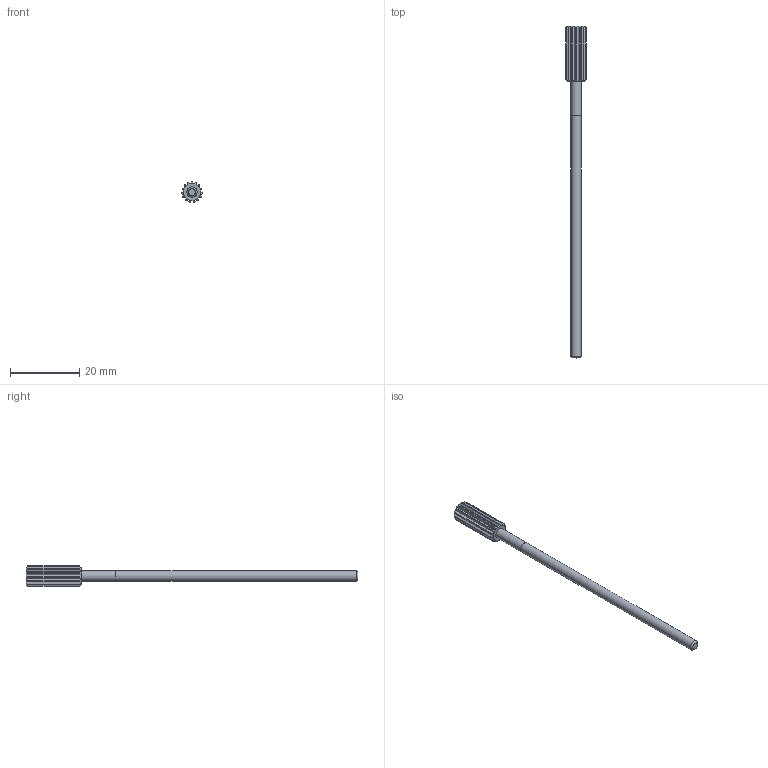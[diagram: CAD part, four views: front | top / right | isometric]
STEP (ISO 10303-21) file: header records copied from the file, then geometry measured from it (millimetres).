
FILE_DESCRIPTION (( 'STEP AP214' ), '1' );
FILE_NAME ('1074-Z1P-A.STEP', '2013-05-15T14:45:04', ( '3DAssist' ), ( '' ), 'SwSTEP 2.0', 'SolidWorks 2013', '' );
FILE_SCHEMA (( 'AUTOMOTIVE_DESIGN' ));
Length unit declared in the file: millimetre
Products named in the file (1): 1074-Z1P-A
Bounding box: 5.99 x 96 x 5.96 mm (x, y, z)
Volume: 954.2 mm3; surface area: 1176.6 mm2
Topology: 1 solids, 1 shells, 82 faces, 174 edges, 96 vertices
Faces by surface type: plane 34, cone 31, cylinder 17
Full cylindrical faces by diameter (mm): 3 x1, 3.02 x1
Entity records: 2224 total; most frequent: CARTESIAN_POINT 528, DIRECTION 341, ORIENTED_EDGE 340, EDGE_CURVE 170, AXIS2_PLACEMENT_3D 148, VERTEX_POINT 95, EDGE_LOOP 87, FACE_OUTER_BOUND 84
